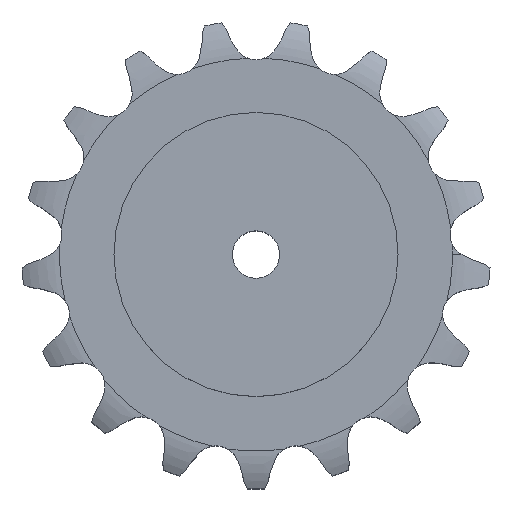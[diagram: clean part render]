
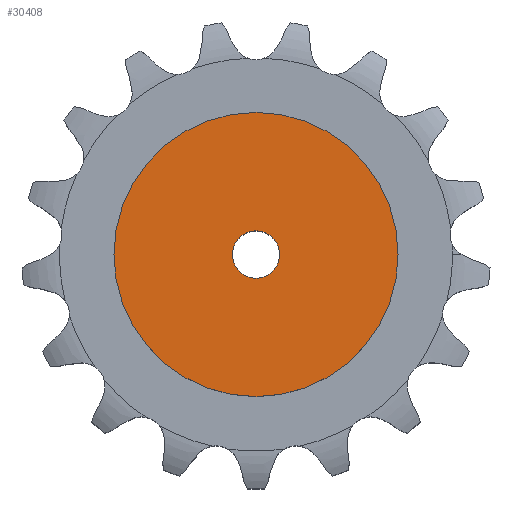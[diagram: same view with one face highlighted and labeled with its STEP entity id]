
A CAD part, top view. The second image highlights one B-rep face of the part: STEP entity #30408.
In plain terms, the highlighted planar face has unit normal (0, 0, 1).
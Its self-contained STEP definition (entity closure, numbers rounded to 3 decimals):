
#16238 = CYLINDRICAL_SURFACE('',#16239,15.);
#16239 = AXIS2_PLACEMENT_3D('',#16240,#16241,#16242);
#16240 = CARTESIAN_POINT('',(0.,0.,478.948));
#16241 = DIRECTION('',(0.,0.,1.));
#16242 = DIRECTION('',(1.,0.,0.));
#20609 = EDGE_CURVE('',#20610,#20610,#20612,.T.);
#20610 = VERTEX_POINT('',#20611);
#20611 = CARTESIAN_POINT('',(15.,0.,120.));
#20612 = SURFACE_CURVE('',#20613,(#20618,#20625),.PCURVE_S1.);
#20613 = CIRCLE('',#20614,15.);
#20614 = AXIS2_PLACEMENT_3D('',#20615,#20616,#20617);
#20615 = CARTESIAN_POINT('',(0.,0.,120.));
#20616 = DIRECTION('',(0.,0.,1.));
#20617 = DIRECTION('',(1.,0.,0.));
#20618 = PCURVE('',#16238,#20619);
#20619 = DEFINITIONAL_REPRESENTATION('',(#20620),#20624);
#20620 = LINE('',#20621,#20622);
#20621 = CARTESIAN_POINT('',(0.,-358.948));
#20622 = VECTOR('',#20623,1.);
#20623 = DIRECTION('',(1.,0.));
#20624 = ( GEOMETRIC_REPRESENTATION_CONTEXT(2) 
PARAMETRIC_REPRESENTATION_CONTEXT() REPRESENTATION_CONTEXT('2D SPACE',''
  ) );
#20625 = PCURVE('',#20626,#20631);
#20626 = PLANE('',#20627);
#20627 = AXIS2_PLACEMENT_3D('',#20628,#20629,#20630);
#20628 = CARTESIAN_POINT('',(0.,0.,120.
    ));
#20629 = DIRECTION('',(0.,0.,1.));
#20630 = DIRECTION('',(1.,0.,0.));
#20631 = DEFINITIONAL_REPRESENTATION('',(#20632),#20636);
#20632 = CIRCLE('',#20633,15.);
#20633 = AXIS2_PLACEMENT_2D('',#20634,#20635);
#20634 = CARTESIAN_POINT('',(0.,0.));
#20635 = DIRECTION('',(1.,0.));
#20636 = ( GEOMETRIC_REPRESENTATION_CONTEXT(2) 
PARAMETRIC_REPRESENTATION_CONTEXT() REPRESENTATION_CONTEXT('2D SPACE',''
  ) );
#30408 = ADVANCED_FACE('',(#30409,#30440),#20626,.T.);
#30409 = FACE_BOUND('',#30410,.T.);
#30410 = EDGE_LOOP('',(#30411));
#30411 = ORIENTED_EDGE('',*,*,#30412,.T.);
#30412 = EDGE_CURVE('',#30413,#30413,#30415,.T.);
#30413 = VERTEX_POINT('',#30414);
#30414 = CARTESIAN_POINT('',(90.,0.,120.));
#30415 = SURFACE_CURVE('',#30416,(#30421,#30428),.PCURVE_S1.);
#30416 = CIRCLE('',#30417,90.);
#30417 = AXIS2_PLACEMENT_3D('',#30418,#30419,#30420);
#30418 = CARTESIAN_POINT('',(0.,0.,120.));
#30419 = DIRECTION('',(0.,0.,1.));
#30420 = DIRECTION('',(1.,0.,0.));
#30421 = PCURVE('',#20626,#30422);
#30422 = DEFINITIONAL_REPRESENTATION('',(#30423),#30427);
#30423 = CIRCLE('',#30424,90.);
#30424 = AXIS2_PLACEMENT_2D('',#30425,#30426);
#30425 = CARTESIAN_POINT('',(0.,0.));
#30426 = DIRECTION('',(1.,0.));
#30427 = ( GEOMETRIC_REPRESENTATION_CONTEXT(2) 
PARAMETRIC_REPRESENTATION_CONTEXT() REPRESENTATION_CONTEXT('2D SPACE',''
  ) );
#30428 = PCURVE('',#30429,#30434);
#30429 = CYLINDRICAL_SURFACE('',#30430,90.);
#30430 = AXIS2_PLACEMENT_3D('',#30431,#30432,#30433);
#30431 = CARTESIAN_POINT('',(0.,0.,0.));
#30432 = DIRECTION('',(-0.,-0.,-1.));
#30433 = DIRECTION('',(1.,0.,0.));
#30434 = DEFINITIONAL_REPRESENTATION('',(#30435),#30439);
#30435 = LINE('',#30436,#30437);
#30436 = CARTESIAN_POINT('',(-0.,-120.));
#30437 = VECTOR('',#30438,1.);
#30438 = DIRECTION('',(-1.,0.));
#30439 = ( GEOMETRIC_REPRESENTATION_CONTEXT(2) 
PARAMETRIC_REPRESENTATION_CONTEXT() REPRESENTATION_CONTEXT('2D SPACE',''
  ) );
#30440 = FACE_BOUND('',#30441,.T.);
#30441 = EDGE_LOOP('',(#30442));
#30442 = ORIENTED_EDGE('',*,*,#20609,.F.);
